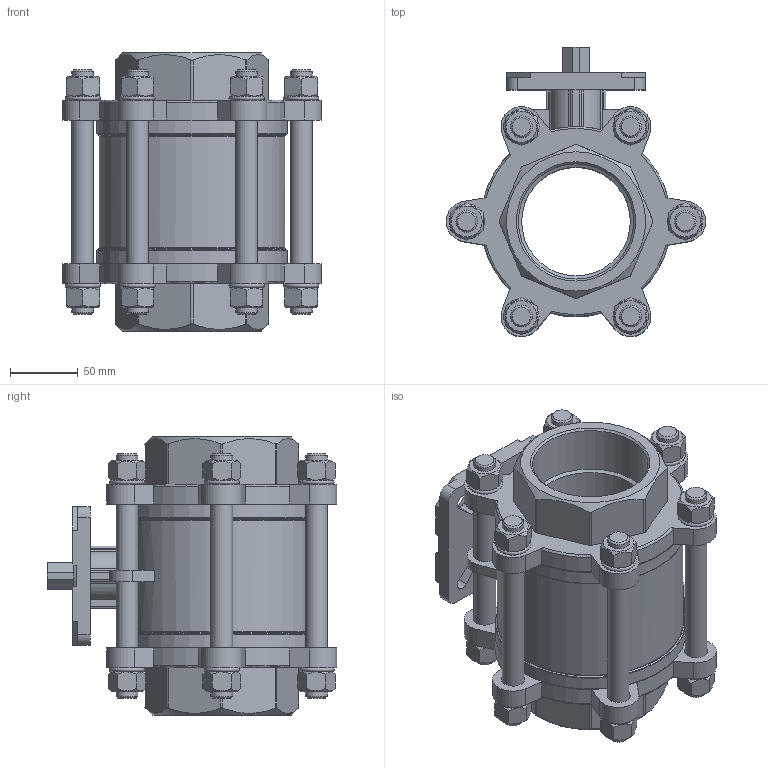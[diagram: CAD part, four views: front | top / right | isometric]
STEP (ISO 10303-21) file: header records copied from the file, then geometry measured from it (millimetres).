
FILE_DESCRIPTION(/* description */ ('STEP AP214'),/* implementation_level */ '2;1');
FILE_NAME(/* name */ '1686651_VZBA-3-GG-63-T-22-F0710-V4V4T',/* time_stamp */ '2024-09-18T00:30:12+02:00',/* author */ ('License CC BY-ND 4.0'),/* organization */ ('CADENAS'),/* preprocessor_version */ 'ST-DEVELOPER v19.3',/* originating_system */ 'PARTsolutions',/* authorisation */ ' ');
FILE_SCHEMA (('AUTOMOTIVE_DESIGN {1 0 10303 214 3 1 1}'));
Length unit declared in the file: millimetre
Products named in the file (1): 1686651 VZBA-3''-GG-63-T-22-F0710-V4V4T
Bounding box: 190.9 x 213.19 x 205 mm (x, y, z)
Volume: 2112014.2 mm3; surface area: 283218.8 mm2
Topology: 1 solids, 1 shells, 421 faces, 1088 edges, 713 vertices
Faces by surface type: plane 223, cylinder 119, cone 51, torus 28
Full cylindrical faces by diameter (mm): 16 x18, 17 x14, 23.5 x1, 80 x1, 84.926 x2, 137 x1, 140 x1
Entity records: 13003 total; most frequent: CARTESIAN_POINT 3442, ORIENTED_EDGE 1908, DIRECTION 1862, EDGE_CURVE 954, AXIS2_PLACEMENT_3D 716, VERTEX_POINT 679, EDGE_LOOP 591, FACE_BOUND 591
